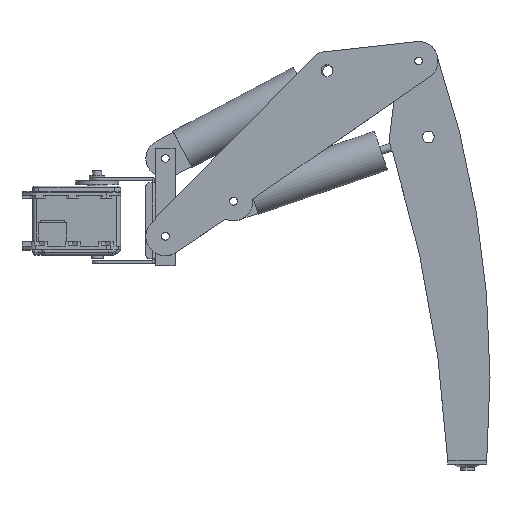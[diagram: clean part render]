
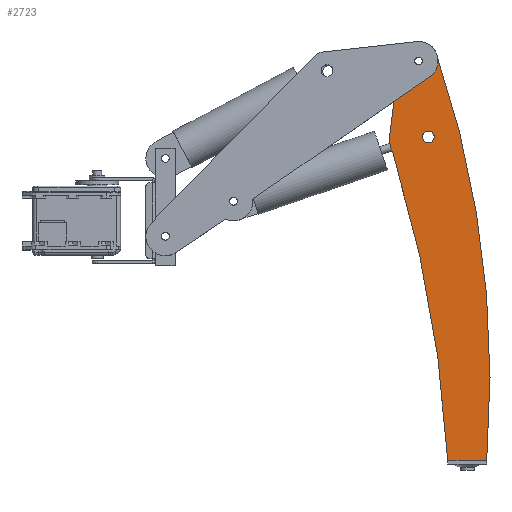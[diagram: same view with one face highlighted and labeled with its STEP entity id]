
A CAD part, top view. The second image highlights one B-rep face of the part: STEP entity #2723.
In plain terms, the highlighted planar face has unit normal (0, 0, 1).
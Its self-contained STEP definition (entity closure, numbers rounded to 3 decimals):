
#2085 = VERTEX_POINT('',#2086);
#2086 = CARTESIAN_POINT('',(135.,-115.,3.));
#2093 = PLANE('',#2094);
#2094 = AXIS2_PLACEMENT_3D('',#2095,#2096,#2097);
#2095 = CARTESIAN_POINT('',(135.,-115.,0.));
#2096 = DIRECTION('',(0.,1.,0.));
#2097 = DIRECTION('',(1.,0.,0.));
#2105 = CYLINDRICAL_SURFACE('',#2106,668.32);
#2106 = AXIS2_PLACEMENT_3D('',#2107,#2108,#2109);
#2107 = CARTESIAN_POINT('',(-532.255,-152.723,0.));
#2108 = DIRECTION('',(-0.,-0.,-1.));
#2109 = DIRECTION('',(1.,0.,0.));
#2117 = EDGE_CURVE('',#2085,#2118,#2120,.T.);
#2118 = VERTEX_POINT('',#2119);
#2119 = CARTESIAN_POINT('',(155.,-115.,3.));
#2120 = SURFACE_CURVE('',#2121,(#2125,#2132),.PCURVE_S1.);
#2121 = LINE('',#2122,#2123);
#2122 = CARTESIAN_POINT('',(135.,-115.,3.));
#2123 = VECTOR('',#2124,1.);
#2124 = DIRECTION('',(1.,0.,0.));
#2125 = PCURVE('',#2093,#2126);
#2126 = DEFINITIONAL_REPRESENTATION('',(#2127),#2131);
#2127 = LINE('',#2128,#2129);
#2128 = CARTESIAN_POINT('',(0.,-3.));
#2129 = VECTOR('',#2130,1.);
#2130 = DIRECTION('',(1.,0.));
#2131 = ( GEOMETRIC_REPRESENTATION_CONTEXT(2) 
PARAMETRIC_REPRESENTATION_CONTEXT() REPRESENTATION_CONTEXT('2D SPACE',''
  ) );
#2132 = PCURVE('',#2133,#2138);
#2133 = PLANE('',#2134);
#2134 = AXIS2_PLACEMENT_3D('',#2135,#2136,#2137);
#2135 = CARTESIAN_POINT('',(133.846,-9.312,3.));
#2136 = DIRECTION('',(0.,0.,1.));
#2137 = DIRECTION('',(1.,0.,-0.));
#2138 = DEFINITIONAL_REPRESENTATION('',(#2139),#2143);
#2139 = LINE('',#2140,#2141);
#2140 = CARTESIAN_POINT('',(1.154,-105.688));
#2141 = VECTOR('',#2142,1.);
#2142 = DIRECTION('',(1.,0.));
#2143 = ( GEOMETRIC_REPRESENTATION_CONTEXT(2) 
PARAMETRIC_REPRESENTATION_CONTEXT() REPRESENTATION_CONTEXT('2D SPACE',''
  ) );
#2161 = CYLINDRICAL_SURFACE('',#2162,519.83);
#2162 = AXIS2_PLACEMENT_3D('',#2163,#2164,#2165);
#2163 = CARTESIAN_POINT('',(-363.138,-73.096,0.));
#2164 = DIRECTION('',(-0.,-0.,-1.));
#2165 = DIRECTION('',(1.,0.,0.));
#2227 = VERTEX_POINT('',#2228);
#2228 = CARTESIAN_POINT('',(128.94,94.48,3.));
#2242 = CYLINDRICAL_SURFACE('',#2243,10.);
#2243 = AXIS2_PLACEMENT_3D('',#2244,#2245,#2246);
#2244 = CARTESIAN_POINT('',(120.,90.,0.));
#2245 = DIRECTION('',(-0.,-0.,-1.));
#2246 = DIRECTION('',(1.,0.,0.));
#2254 = EDGE_CURVE('',#2118,#2227,#2255,.T.);
#2255 = SURFACE_CURVE('',#2256,(#2261,#2268),.PCURVE_S1.);
#2256 = CIRCLE('',#2257,519.83);
#2257 = AXIS2_PLACEMENT_3D('',#2258,#2259,#2260);
#2258 = CARTESIAN_POINT('',(-363.138,-73.096,3.));
#2259 = DIRECTION('',(0.,0.,1.));
#2260 = DIRECTION('',(1.,0.,-0.));
#2261 = PCURVE('',#2161,#2262);
#2262 = DEFINITIONAL_REPRESENTATION('',(#2263),#2267);
#2263 = LINE('',#2264,#2265);
#2264 = CARTESIAN_POINT('',(12.566,-3.));
#2265 = VECTOR('',#2266,1.);
#2266 = DIRECTION('',(-1.,0.));
#2267 = ( GEOMETRIC_REPRESENTATION_CONTEXT(2) 
PARAMETRIC_REPRESENTATION_CONTEXT() REPRESENTATION_CONTEXT('2D SPACE',''
  ) );
#2268 = PCURVE('',#2133,#2269);
#2269 = DEFINITIONAL_REPRESENTATION('',(#2270),#2274);
#2270 = CIRCLE('',#2271,519.83);
#2271 = AXIS2_PLACEMENT_2D('',#2272,#2273);
#2272 = CARTESIAN_POINT('',(-496.984,-63.784));
#2273 = DIRECTION('',(1.,0.));
#2274 = ( GEOMETRIC_REPRESENTATION_CONTEXT(2) 
PARAMETRIC_REPRESENTATION_CONTEXT() REPRESENTATION_CONTEXT('2D SPACE',''
  ) );
#2305 = VERTEX_POINT('',#2306);
#2306 = CARTESIAN_POINT('',(110.094,91.37,3.));
#2320 = PLANE('',#2321);
#2321 = AXIS2_PLACEMENT_3D('',#2322,#2323,#2324);
#2322 = CARTESIAN_POINT('',(110.094,91.37,0.));
#2323 = DIRECTION('',(0.993,-0.122,0.));
#2324 = DIRECTION('',(-0.122,-0.993,0.));
#2332 = EDGE_CURVE('',#2227,#2305,#2333,.T.);
#2333 = SURFACE_CURVE('',#2334,(#2339,#2346),.PCURVE_S1.);
#2334 = CIRCLE('',#2335,10.);
#2335 = AXIS2_PLACEMENT_3D('',#2336,#2337,#2338);
#2336 = CARTESIAN_POINT('',(120.,90.,3.));
#2337 = DIRECTION('',(0.,0.,1.));
#2338 = DIRECTION('',(1.,0.,-0.));
#2339 = PCURVE('',#2242,#2340);
#2340 = DEFINITIONAL_REPRESENTATION('',(#2341),#2345);
#2341 = LINE('',#2342,#2343);
#2342 = CARTESIAN_POINT('',(6.283,-3.));
#2343 = VECTOR('',#2344,1.);
#2344 = DIRECTION('',(-1.,0.));
#2345 = ( GEOMETRIC_REPRESENTATION_CONTEXT(2) 
PARAMETRIC_REPRESENTATION_CONTEXT() REPRESENTATION_CONTEXT('2D SPACE',''
  ) );
#2346 = PCURVE('',#2133,#2347);
#2347 = DEFINITIONAL_REPRESENTATION('',(#2348),#2352);
#2348 = CIRCLE('',#2349,10.);
#2349 = AXIS2_PLACEMENT_2D('',#2350,#2351);
#2350 = CARTESIAN_POINT('',(-13.846,99.312));
#2351 = DIRECTION('',(1.,0.));
#2352 = ( GEOMETRIC_REPRESENTATION_CONTEXT(2) 
PARAMETRIC_REPRESENTATION_CONTEXT() REPRESENTATION_CONTEXT('2D SPACE',''
  ) );
#2359 = EDGE_CURVE('',#2305,#2360,#2362,.T.);
#2360 = VERTEX_POINT('',#2361);
#2361 = CARTESIAN_POINT('',(105.024,50.06,3.));
#2362 = SURFACE_CURVE('',#2363,(#2367,#2374),.PCURVE_S1.);
#2363 = LINE('',#2364,#2365);
#2364 = CARTESIAN_POINT('',(110.094,91.37,3.));
#2365 = VECTOR('',#2366,1.);
#2366 = DIRECTION('',(-0.122,-0.993,0.));
#2367 = PCURVE('',#2320,#2368);
#2368 = DEFINITIONAL_REPRESENTATION('',(#2369),#2373);
#2369 = LINE('',#2370,#2371);
#2370 = CARTESIAN_POINT('',(0.,-3.));
#2371 = VECTOR('',#2372,1.);
#2372 = DIRECTION('',(1.,0.));
#2373 = ( GEOMETRIC_REPRESENTATION_CONTEXT(2) 
PARAMETRIC_REPRESENTATION_CONTEXT() REPRESENTATION_CONTEXT('2D SPACE',''
  ) );
#2374 = PCURVE('',#2133,#2375);
#2375 = DEFINITIONAL_REPRESENTATION('',(#2376),#2380);
#2376 = LINE('',#2377,#2378);
#2377 = CARTESIAN_POINT('',(-23.752,100.682));
#2378 = VECTOR('',#2379,1.);
#2379 = DIRECTION('',(-0.122,-0.993));
#2380 = ( GEOMETRIC_REPRESENTATION_CONTEXT(2) 
PARAMETRIC_REPRESENTATION_CONTEXT() REPRESENTATION_CONTEXT('2D SPACE',''
  ) );
#2398 = CYLINDRICAL_SURFACE('',#2399,20.);
#2399 = AXIS2_PLACEMENT_3D('',#2400,#2401,#2402);
#2400 = CARTESIAN_POINT('',(125.002,51.,0.));
#2401 = DIRECTION('',(-0.,-0.,-1.));
#2402 = DIRECTION('',(1.,0.,0.));
#2459 = VERTEX_POINT('',#2460);
#2460 = CARTESIAN_POINT('',(106.95,42.39,3.));
#2481 = EDGE_CURVE('',#2360,#2459,#2482,.T.);
#2482 = SURFACE_CURVE('',#2483,(#2488,#2495),.PCURVE_S1.);
#2483 = CIRCLE('',#2484,20.);
#2484 = AXIS2_PLACEMENT_3D('',#2485,#2486,#2487);
#2485 = CARTESIAN_POINT('',(125.002,51.,3.));
#2486 = DIRECTION('',(0.,0.,1.));
#2487 = DIRECTION('',(1.,0.,-0.));
#2488 = PCURVE('',#2398,#2489);
#2489 = DEFINITIONAL_REPRESENTATION('',(#2490),#2494);
#2490 = LINE('',#2491,#2492);
#2491 = CARTESIAN_POINT('',(6.283,-3.));
#2492 = VECTOR('',#2493,1.);
#2493 = DIRECTION('',(-1.,0.));
#2494 = ( GEOMETRIC_REPRESENTATION_CONTEXT(2) 
PARAMETRIC_REPRESENTATION_CONTEXT() REPRESENTATION_CONTEXT('2D SPACE',''
  ) );
#2495 = PCURVE('',#2133,#2496);
#2496 = DEFINITIONAL_REPRESENTATION('',(#2497),#2501);
#2497 = CIRCLE('',#2498,20.);
#2498 = AXIS2_PLACEMENT_2D('',#2499,#2500);
#2499 = CARTESIAN_POINT('',(-8.844,60.312));
#2500 = DIRECTION('',(1.,0.));
#2501 = ( GEOMETRIC_REPRESENTATION_CONTEXT(2) 
PARAMETRIC_REPRESENTATION_CONTEXT() REPRESENTATION_CONTEXT('2D SPACE',''
  ) );
#2530 = EDGE_CURVE('',#2085,#2459,#2531,.T.);
#2531 = SURFACE_CURVE('',#2532,(#2537,#2544),.PCURVE_S1.);
#2532 = CIRCLE('',#2533,668.32);
#2533 = AXIS2_PLACEMENT_3D('',#2534,#2535,#2536);
#2534 = CARTESIAN_POINT('',(-532.255,-152.723,3.));
#2535 = DIRECTION('',(0.,0.,1.));
#2536 = DIRECTION('',(1.,0.,-0.));
#2537 = PCURVE('',#2105,#2538);
#2538 = DEFINITIONAL_REPRESENTATION('',(#2539),#2543);
#2539 = LINE('',#2540,#2541);
#2540 = CARTESIAN_POINT('',(6.283,-3.));
#2541 = VECTOR('',#2542,1.);
#2542 = DIRECTION('',(-1.,0.));
#2543 = ( GEOMETRIC_REPRESENTATION_CONTEXT(2) 
PARAMETRIC_REPRESENTATION_CONTEXT() REPRESENTATION_CONTEXT('2D SPACE',''
  ) );
#2544 = PCURVE('',#2133,#2545);
#2545 = DEFINITIONAL_REPRESENTATION('',(#2546),#2550);
#2546 = CIRCLE('',#2547,668.32);
#2547 = AXIS2_PLACEMENT_2D('',#2548,#2549);
#2548 = CARTESIAN_POINT('',(-666.1,-143.411));
#2549 = DIRECTION('',(1.,0.));
#2550 = ( GEOMETRIC_REPRESENTATION_CONTEXT(2) 
PARAMETRIC_REPRESENTATION_CONTEXT() REPRESENTATION_CONTEXT('2D SPACE',''
  ) );
#2566 = CYLINDRICAL_SURFACE('',#2567,3.);
#2567 = AXIS2_PLACEMENT_3D('',#2568,#2569,#2570);
#2568 = CARTESIAN_POINT('',(125.002,51.,0.));
#2569 = DIRECTION('',(-0.,-0.,-1.));
#2570 = DIRECTION('',(1.,0.,0.));
#2586 = VERTEX_POINT('',#2587);
#2587 = CARTESIAN_POINT('',(128.002,51.,3.));
#2608 = EDGE_CURVE('',#2586,#2586,#2609,.T.);
#2609 = SURFACE_CURVE('',#2610,(#2615,#2622),.PCURVE_S1.);
#2610 = CIRCLE('',#2611,3.);
#2611 = AXIS2_PLACEMENT_3D('',#2612,#2613,#2614);
#2612 = CARTESIAN_POINT('',(125.002,51.,3.));
#2613 = DIRECTION('',(0.,0.,1.));
#2614 = DIRECTION('',(1.,0.,-0.));
#2615 = PCURVE('',#2566,#2616);
#2616 = DEFINITIONAL_REPRESENTATION('',(#2617),#2621);
#2617 = LINE('',#2618,#2619);
#2618 = CARTESIAN_POINT('',(6.283,-3.));
#2619 = VECTOR('',#2620,1.);
#2620 = DIRECTION('',(-1.,0.));
#2621 = ( GEOMETRIC_REPRESENTATION_CONTEXT(2) 
PARAMETRIC_REPRESENTATION_CONTEXT() REPRESENTATION_CONTEXT('2D SPACE',''
  ) );
#2622 = PCURVE('',#2133,#2623);
#2623 = DEFINITIONAL_REPRESENTATION('',(#2624),#2628);
#2624 = CIRCLE('',#2625,3.);
#2625 = AXIS2_PLACEMENT_2D('',#2626,#2627);
#2626 = CARTESIAN_POINT('',(-8.844,60.312));
#2627 = DIRECTION('',(1.,0.));
#2628 = ( GEOMETRIC_REPRESENTATION_CONTEXT(2) 
PARAMETRIC_REPRESENTATION_CONTEXT() REPRESENTATION_CONTEXT('2D SPACE',''
  ) );
#2644 = CYLINDRICAL_SURFACE('',#2645,2.);
#2645 = AXIS2_PLACEMENT_3D('',#2646,#2647,#2648);
#2646 = CARTESIAN_POINT('',(120.,90.,0.));
#2647 = DIRECTION('',(-0.,-0.,-1.));
#2648 = DIRECTION('',(1.,0.,0.));
#2664 = VERTEX_POINT('',#2665);
#2665 = CARTESIAN_POINT('',(122.,90.,3.));
#2686 = EDGE_CURVE('',#2664,#2664,#2687,.T.);
#2687 = SURFACE_CURVE('',#2688,(#2693,#2700),.PCURVE_S1.);
#2688 = CIRCLE('',#2689,2.);
#2689 = AXIS2_PLACEMENT_3D('',#2690,#2691,#2692);
#2690 = CARTESIAN_POINT('',(120.,90.,3.));
#2691 = DIRECTION('',(0.,0.,1.));
#2692 = DIRECTION('',(1.,0.,-0.));
#2693 = PCURVE('',#2644,#2694);
#2694 = DEFINITIONAL_REPRESENTATION('',(#2695),#2699);
#2695 = LINE('',#2696,#2697);
#2696 = CARTESIAN_POINT('',(6.283,-3.));
#2697 = VECTOR('',#2698,1.);
#2698 = DIRECTION('',(-1.,0.));
#2699 = ( GEOMETRIC_REPRESENTATION_CONTEXT(2) 
PARAMETRIC_REPRESENTATION_CONTEXT() REPRESENTATION_CONTEXT('2D SPACE',''
  ) );
#2700 = PCURVE('',#2133,#2701);
#2701 = DEFINITIONAL_REPRESENTATION('',(#2702),#2706);
#2702 = CIRCLE('',#2703,2.);
#2703 = AXIS2_PLACEMENT_2D('',#2704,#2705);
#2704 = CARTESIAN_POINT('',(-13.846,99.312));
#2705 = DIRECTION('',(1.,0.));
#2706 = ( GEOMETRIC_REPRESENTATION_CONTEXT(2) 
PARAMETRIC_REPRESENTATION_CONTEXT() REPRESENTATION_CONTEXT('2D SPACE',''
  ) );
#2723 = ADVANCED_FACE('',(#2724,#2732,#2735),#2133,.T.);
#2724 = FACE_BOUND('',#2725,.T.);
#2725 = EDGE_LOOP('',(#2726,#2727,#2728,#2729,#2730,#2731));
#2726 = ORIENTED_EDGE('',*,*,#2117,.T.);
#2727 = ORIENTED_EDGE('',*,*,#2254,.T.);
#2728 = ORIENTED_EDGE('',*,*,#2332,.T.);
#2729 = ORIENTED_EDGE('',*,*,#2359,.T.);
#2730 = ORIENTED_EDGE('',*,*,#2481,.T.);
#2731 = ORIENTED_EDGE('',*,*,#2530,.F.);
#2732 = FACE_BOUND('',#2733,.T.);
#2733 = EDGE_LOOP('',(#2734));
#2734 = ORIENTED_EDGE('',*,*,#2608,.F.);
#2735 = FACE_BOUND('',#2736,.T.);
#2736 = EDGE_LOOP('',(#2737));
#2737 = ORIENTED_EDGE('',*,*,#2686,.F.);
